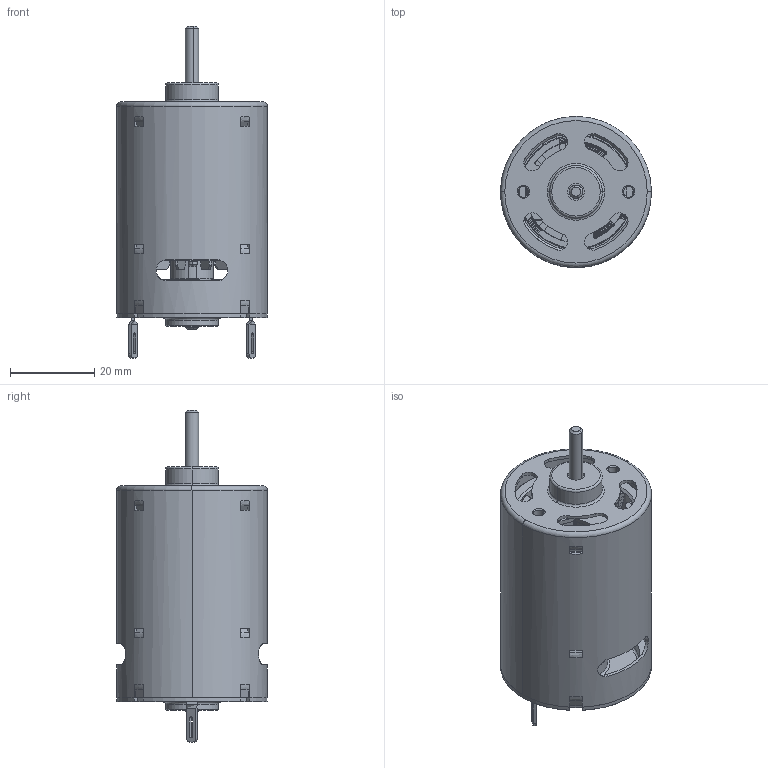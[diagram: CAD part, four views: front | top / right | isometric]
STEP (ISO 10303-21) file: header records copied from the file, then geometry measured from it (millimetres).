
FILE_DESCRIPTION (( 'STEP AP214' ), '1' );
FILE_NAME ('12DCmotor.STEP', '2019-02-19T17:50:48', ( '' ), ( '' ), 'SwSTEP 2.0', 'SolidWorks 2018', '' );
FILE_SCHEMA (( 'AUTOMOTIVE_DESIGN' ));
Length unit declared in the file: millimetre
Products named in the file (13): Part1^Assem2; Shaft; Assem2; Stator; 12DCmotor; cont; Be1; core; spacer; B3; magnet; cont2; COM
Assembly tree (41 placements, depth 3):
  Part1^Assem2
  12DCmotor
    Stator
    Be1  x2
    B3
    magnet
    Assem2
      Shaft
      core  x28
      COM
    spacer
    cont  x2
    cont2  x2
Bounding box: 35.8 x 35.8 x 78.8 mm (x, y, z)
Volume: 25818.5 mm3; surface area: 47250.1 mm2
Topology: 48 solids, 48 shells, 2384 faces, 6652 edges, 4385 vertices
Faces by surface type: cylinder 1232, plane 795, cone 263, bspline 56, torus 38
Entity records: 27477 total; most frequent: CARTESIAN_POINT 6364, ORIENTED_EDGE 4076, DIRECTION 3940, EDGE_CURVE 2038, AXIS2_PLACEMENT_3D 1366, VERTEX_POINT 1322, VECTOR 1208, LINE 1208
